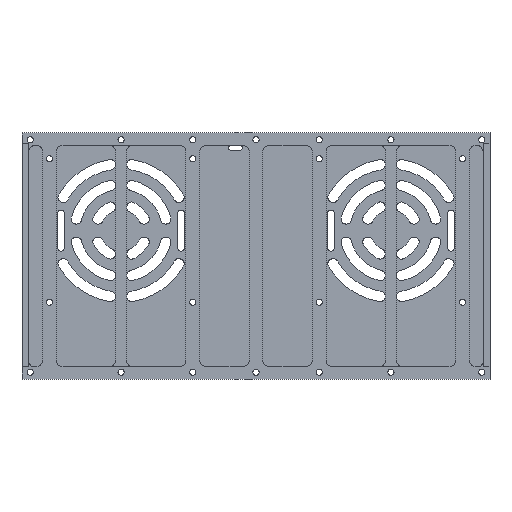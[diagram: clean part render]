
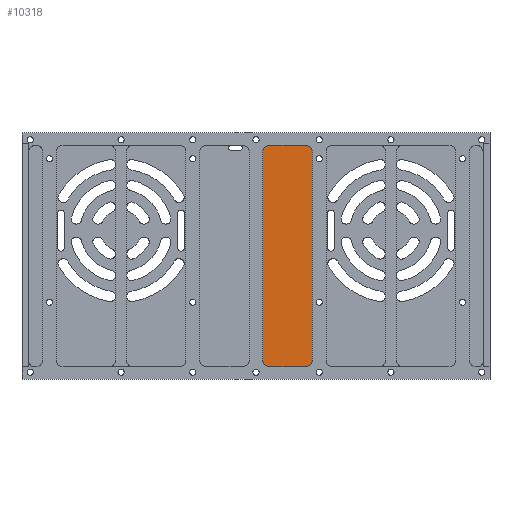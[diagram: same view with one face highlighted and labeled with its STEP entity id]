
A CAD part, left-side view. The second image highlights one B-rep face of the part: STEP entity #10318.
In plain terms, the highlighted planar face has unit normal (-1, 0, 0).
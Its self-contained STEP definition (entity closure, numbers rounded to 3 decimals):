
#295 = ORIENTED_EDGE ( 'NONE', *, *, #14329, .T. ) ;
#762 = VECTOR ( 'NONE', #7792, 1000. ) ;
#959 = CARTESIAN_POINT ( 'NONE',  ( 0., -166., -81. ) ) ;
#1259 = EDGE_LOOP ( 'NONE', ( #9373, #9020, #14378, #6329, #295, #2522, #10806, #10197 ) ) ;
#1294 = CARTESIAN_POINT ( 'NONE',  ( 0., -10., -81. ) ) ;
#1521 = CIRCLE ( 'NONE', #4006, 5. ) ;
#1531 = AXIS2_PLACEMENT_3D ( 'NONE', #2098, #9290, #11562 ) ;
#1548 = EDGE_CURVE ( 'NONE', #4539, #3656, #1521, .T. ) ;
#1964 = CARTESIAN_POINT ( 'NONE',  ( 0., -171., 81. ) ) ;
#2098 = CARTESIAN_POINT ( 'NONE',  ( 0., 0., 0. ) ) ;
#2307 = VECTOR ( 'NONE', #9189, 1000. ) ;
#2522 = ORIENTED_EDGE ( 'NONE', *, *, #12391, .F. ) ;
#2540 = VECTOR ( 'NONE', #5664, 1000. ) ;
#2754 = LINE ( 'NONE', #959, #2540 ) ;
#2978 = CARTESIAN_POINT ( 'NONE',  ( 0., -10., 76. ) ) ;
#3062 = LINE ( 'NONE', #15117, #2307 ) ;
#3320 = EDGE_CURVE ( 'NONE', #15101, #10587, #9416, .T. ) ;
#3597 = CARTESIAN_POINT ( 'NONE',  ( 0., -41.2, -76. ) ) ;
#3656 = VERTEX_POINT ( 'NONE', #3597 ) ;
#4006 = AXIS2_PLACEMENT_3D ( 'NONE', #4818, #8198, #6010 ) ;
#4115 = EDGE_CURVE ( 'NONE', #4539, #8596, #2754, .T. ) ;
#4206 = CARTESIAN_POINT ( 'NONE',  ( 0., -41.2, 76. ) ) ;
#4539 = VERTEX_POINT ( 'NONE', #13634 ) ;
#4818 = CARTESIAN_POINT ( 'NONE',  ( 0., -36.2, -76. ) ) ;
#5157 = DIRECTION ( 'NONE',  ( -1., 0., 0. ) ) ;
#5377 = DIRECTION ( 'NONE',  ( -1., 0., 0. ) ) ;
#5664 = DIRECTION ( 'NONE',  ( 0., 1., 0. ) ) ;
#6010 = DIRECTION ( 'NONE',  ( 0., 0., -1. ) ) ;
#6329 = ORIENTED_EDGE ( 'NONE', *, *, #15181, .F. ) ;
#6336 = CARTESIAN_POINT ( 'NONE',  ( 0., -10., 81. ) ) ;
#6365 = AXIS2_PLACEMENT_3D ( 'NONE', #2978, #11040, #14692 ) ;
#7314 = CIRCLE ( 'NONE', #13971, 5. ) ;
#7792 = DIRECTION ( 'NONE',  ( 0., 0., -1. ) ) ;
#8198 = DIRECTION ( 'NONE',  ( -1., 0., 0. ) ) ;
#8596 = VERTEX_POINT ( 'NONE', #1294 ) ;
#8779 = AXIS2_PLACEMENT_3D ( 'NONE', #13310, #5377, #13672 ) ;
#9020 = ORIENTED_EDGE ( 'NONE', *, *, #9415, .F. ) ;
#9186 = PLANE ( 'NONE',  #1531 ) ;
#9189 = DIRECTION ( 'NONE',  ( 0., 0., 1. ) ) ;
#9290 = DIRECTION ( 'NONE',  ( 1., 0., 0. ) ) ;
#9373 = ORIENTED_EDGE ( 'NONE', *, *, #1548, .T. ) ;
#9415 = EDGE_CURVE ( 'NONE', #15101, #3656, #13913, .T. ) ;
#9416 = CIRCLE ( 'NONE', #8779, 5. ) ;
#9641 = CIRCLE ( 'NONE', #6365, 5. ) ;
#9645 = LINE ( 'NONE', #1964, #13571 ) ;
#9846 = VERTEX_POINT ( 'NONE', #6336 ) ;
#9982 = VERTEX_POINT ( 'NONE', #12689 ) ;
#10197 = ORIENTED_EDGE ( 'NONE', *, *, #4115, .F. ) ;
#10242 = DIRECTION ( 'NONE',  ( 0., -1., 0. ) ) ;
#10252 = CARTESIAN_POINT ( 'NONE',  ( 0., -41.2, 81. ) ) ;
#10318 = ADVANCED_FACE ( 'NONE', ( #14747 ), #9186, .F. ) ;
#10587 = VERTEX_POINT ( 'NONE', #10736 ) ;
#10676 = VERTEX_POINT ( 'NONE', #13417 ) ;
#10736 = CARTESIAN_POINT ( 'NONE',  ( 0., -36.2, 81. ) ) ;
#10806 = ORIENTED_EDGE ( 'NONE', *, *, #12588, .T. ) ;
#11040 = DIRECTION ( 'NONE',  ( -1., 0., 0. ) ) ;
#11562 = DIRECTION ( 'NONE',  ( 0., 0., -1. ) ) ;
#12391 = EDGE_CURVE ( 'NONE', #9982, #10676, #3062, .T. ) ;
#12588 = EDGE_CURVE ( 'NONE', #9982, #8596, #7314, .T. ) ;
#12689 = CARTESIAN_POINT ( 'NONE',  ( 0., -5., -76. ) ) ;
#13310 = CARTESIAN_POINT ( 'NONE',  ( 0., -36.2, 76. ) ) ;
#13417 = CARTESIAN_POINT ( 'NONE',  ( 0., -5., 76. ) ) ;
#13571 = VECTOR ( 'NONE', #10242, 1000. ) ;
#13612 = CARTESIAN_POINT ( 'NONE',  ( 0., -10., -76. ) ) ;
#13634 = CARTESIAN_POINT ( 'NONE',  ( 0., -36.2, -81. ) ) ;
#13672 = DIRECTION ( 'NONE',  ( 0., 0., -1. ) ) ;
#13913 = LINE ( 'NONE', #10252, #762 ) ;
#13971 = AXIS2_PLACEMENT_3D ( 'NONE', #13612, #5157, #14799 ) ;
#14329 = EDGE_CURVE ( 'NONE', #9846, #10676, #9641, .T. ) ;
#14378 = ORIENTED_EDGE ( 'NONE', *, *, #3320, .T. ) ;
#14692 = DIRECTION ( 'NONE',  ( 0., 0., 1. ) ) ;
#14747 = FACE_OUTER_BOUND ( 'NONE', #1259, .T. ) ;
#14799 = DIRECTION ( 'NONE',  ( 0., 0., 1. ) ) ;
#15101 = VERTEX_POINT ( 'NONE', #4206 ) ;
#15117 = CARTESIAN_POINT ( 'NONE',  ( 0., -5., -90. ) ) ;
#15181 = EDGE_CURVE ( 'NONE', #9846, #10587, #9645, .T. ) ;
